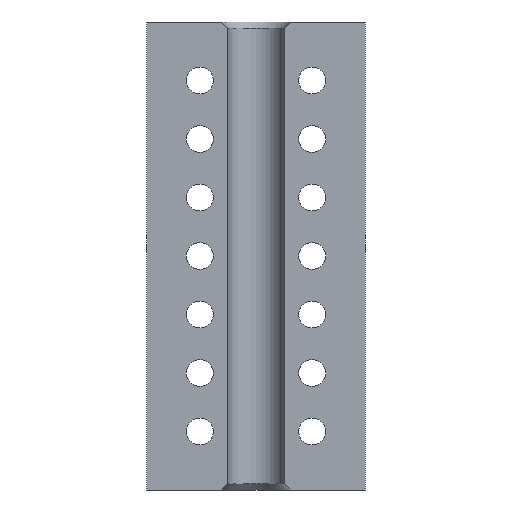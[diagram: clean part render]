
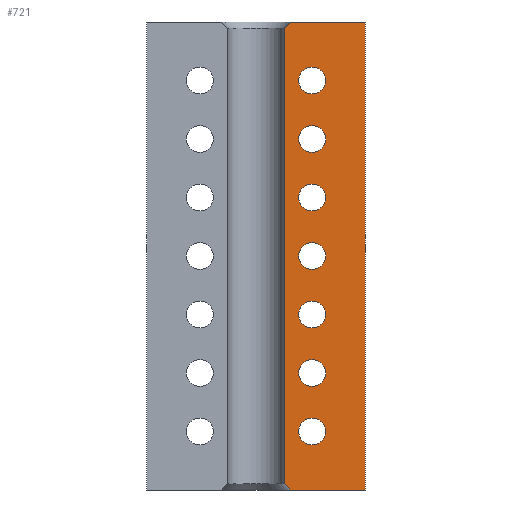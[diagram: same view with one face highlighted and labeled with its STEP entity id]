
A CAD part, left-side view. The second image highlights one B-rep face of the part: STEP entity #721.
In plain terms, the highlighted planar face has unit normal (-1, 0, 0).
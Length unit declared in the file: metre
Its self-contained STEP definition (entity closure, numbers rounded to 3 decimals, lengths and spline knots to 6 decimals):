
#14=PLANE('',#788);
#37=CIRCLE('',#789,0.00215);
#38=CIRCLE('',#790,0.00215);
#39=CIRCLE('',#791,0.00215);
#40=CIRCLE('',#792,0.00215);
#41=CIRCLE('',#793,0.00215);
#42=CIRCLE('',#794,0.00215);
#43=CIRCLE('',#795,0.00215);
#99=ORIENTED_EDGE('',*,*,#259,.T.);
#100=ORIENTED_EDGE('',*,*,#260,.T.);
#101=ORIENTED_EDGE('',*,*,#261,.T.);
#102=ORIENTED_EDGE('',*,*,#262,.T.);
#103=ORIENTED_EDGE('',*,*,#263,.T.);
#104=ORIENTED_EDGE('',*,*,#264,.T.);
#105=ORIENTED_EDGE('',*,*,#265,.T.);
#106=ORIENTED_EDGE('',*,*,#266,.T.);
#107=ORIENTED_EDGE('',*,*,#267,.T.);
#108=ORIENTED_EDGE('',*,*,#255,.T.);
#109=ORIENTED_EDGE('',*,*,#268,.T.);
#110=ORIENTED_EDGE('',*,*,#269,.F.);
#111=ORIENTED_EDGE('',*,*,#270,.F.);
#255=EDGE_CURVE('',#335,#336,#407,.T.);
#259=EDGE_CURVE('',#339,#339,#37,.F.);
#260=EDGE_CURVE('',#340,#340,#38,.F.);
#261=EDGE_CURVE('',#341,#341,#39,.F.);
#262=EDGE_CURVE('',#342,#342,#40,.F.);
#263=EDGE_CURVE('',#343,#343,#41,.F.);
#264=EDGE_CURVE('',#344,#344,#42,.F.);
#265=EDGE_CURVE('',#345,#345,#43,.F.);
#266=EDGE_CURVE('',#346,#347,#409,.T.);
#267=EDGE_CURVE('',#347,#335,#410,.F.);
#268=EDGE_CURVE('',#336,#348,#411,.F.);
#269=EDGE_CURVE('',#349,#348,#412,.T.);
#270=EDGE_CURVE('',#346,#349,#413,.T.);
#335=VERTEX_POINT('',#1146);
#336=VERTEX_POINT('',#1147);
#339=VERTEX_POINT('',#1155);
#340=VERTEX_POINT('',#1157);
#341=VERTEX_POINT('',#1159);
#342=VERTEX_POINT('',#1161);
#343=VERTEX_POINT('',#1163);
#344=VERTEX_POINT('',#1165);
#345=VERTEX_POINT('',#1167);
#346=VERTEX_POINT('',#1169);
#347=VERTEX_POINT('',#1170);
#348=VERTEX_POINT('',#1173);
#349=VERTEX_POINT('',#1175);
#407=LINE('',#1145,#427);
#409=LINE('',#1168,#429);
#410=LINE('',#1171,#430);
#411=LINE('',#1172,#431);
#412=LINE('',#1174,#432);
#413=LINE('',#1176,#433);
#427=VECTOR('',#901,1.);
#429=VECTOR('',#923,1.);
#430=VECTOR('',#924,1.);
#431=VECTOR('',#925,1.);
#432=VECTOR('',#926,1.);
#433=VECTOR('',#927,1.);
#448=EDGE_LOOP('',(#99));
#449=EDGE_LOOP('',(#100));
#450=EDGE_LOOP('',(#101));
#451=EDGE_LOOP('',(#102));
#452=EDGE_LOOP('',(#103));
#453=EDGE_LOOP('',(#104));
#454=EDGE_LOOP('',(#105));
#455=EDGE_LOOP('',(#106,#107,#108,#109,#110,#111));
#570=FACE_BOUND('',#448,.T.);
#571=FACE_BOUND('',#449,.T.);
#572=FACE_BOUND('',#450,.T.);
#573=FACE_BOUND('',#451,.T.);
#574=FACE_BOUND('',#452,.T.);
#575=FACE_BOUND('',#453,.T.);
#576=FACE_BOUND('',#454,.T.);
#577=FACE_BOUND('',#455,.T.);
#721=ADVANCED_FACE('',(#570,#571,#572,#573,#574,#575,#576,#577),#14,.T.);
#788=AXIS2_PLACEMENT_3D('',#1153,#907,#908);
#789=AXIS2_PLACEMENT_3D('',#1154,#909,#910);
#790=AXIS2_PLACEMENT_3D('',#1156,#911,#912);
#791=AXIS2_PLACEMENT_3D('',#1158,#913,#914);
#792=AXIS2_PLACEMENT_3D('',#1160,#915,#916);
#793=AXIS2_PLACEMENT_3D('',#1162,#917,#918);
#794=AXIS2_PLACEMENT_3D('',#1164,#919,#920);
#795=AXIS2_PLACEMENT_3D('',#1166,#921,#922);
#901=DIRECTION('',(0.,0.,-1.));
#907=DIRECTION('',(-1.,0.,0.));
#908=DIRECTION('',(0.,-1.,0.));
#909=DIRECTION('',(-1.,0.,0.));
#910=DIRECTION('',(0.,-1.,0.));
#911=DIRECTION('',(-1.,0.,0.));
#912=DIRECTION('',(0.,-1.,0.));
#913=DIRECTION('',(-1.,0.,0.));
#914=DIRECTION('',(0.,-1.,0.));
#915=DIRECTION('',(-1.,0.,0.));
#916=DIRECTION('',(0.,-1.,0.));
#917=DIRECTION('',(-1.,0.,0.));
#918=DIRECTION('',(0.,-1.,0.));
#919=DIRECTION('',(-1.,0.,0.));
#920=DIRECTION('',(0.,-1.,0.));
#921=DIRECTION('',(-1.,0.,0.));
#922=DIRECTION('',(0.,-1.,0.));
#923=DIRECTION('',(0.,1.,0.));
#924=DIRECTION('',(0.,-0.707,0.707));
#925=DIRECTION('',(0.,0.707,0.707));
#926=DIRECTION('',(0.,1.,0.));
#927=DIRECTION('',(0.,0.,-1.));
#1145=CARTESIAN_POINT('',(0.0199,0.03687,0.075002));
#1146=CARTESIAN_POINT('',(0.0199,0.03687,0.074));
#1147=CARTESIAN_POINT('',(0.0199,0.03687,0.001));
#1153=CARTESIAN_POINT('',(0.0199,0.030349,0.075002));
#1154=CARTESIAN_POINT('',(0.0199,0.03237,0.065625));
#1155=CARTESIAN_POINT('',(0.0199,0.03022,0.065625));
#1156=CARTESIAN_POINT('',(0.0199,0.03237,0.05625));
#1157=CARTESIAN_POINT('',(0.0199,0.03022,0.05625));
#1158=CARTESIAN_POINT('',(0.0199,0.03237,0.046875));
#1159=CARTESIAN_POINT('',(0.0199,0.03022,0.046875));
#1160=CARTESIAN_POINT('',(0.0199,0.03237,0.0375));
#1161=CARTESIAN_POINT('',(0.0199,0.03022,0.0375));
#1162=CARTESIAN_POINT('',(0.0199,0.03237,0.028125));
#1163=CARTESIAN_POINT('',(0.0199,0.03022,0.028125));
#1164=CARTESIAN_POINT('',(0.0199,0.03237,0.01875));
#1165=CARTESIAN_POINT('',(0.0199,0.03022,0.01875));
#1166=CARTESIAN_POINT('',(0.0199,0.03237,0.009375));
#1167=CARTESIAN_POINT('',(0.0199,0.03022,0.009375));
#1168=CARTESIAN_POINT('',(0.0199,0.030349,0.075));
#1169=CARTESIAN_POINT('',(0.0199,0.023829,0.075));
#1170=CARTESIAN_POINT('',(0.0199,0.03587,0.075));
#1171=CARTESIAN_POINT('',(0.0199,0.04137,0.0695));
#1172=CARTESIAN_POINT('',(0.0199,0.04137,0.0055));
#1173=CARTESIAN_POINT('',(0.0199,0.03587,0.));
#1174=CARTESIAN_POINT('',(0.0199,0.030349,0.));
#1175=CARTESIAN_POINT('',(0.0199,0.023829,0.));
#1176=CARTESIAN_POINT('',(0.0199,0.023829,0.075002));
